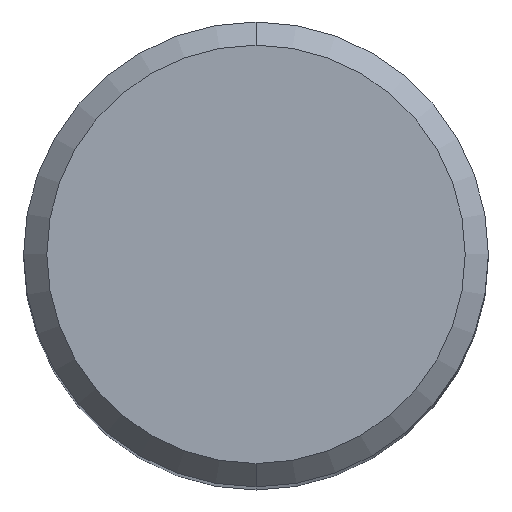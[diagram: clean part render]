
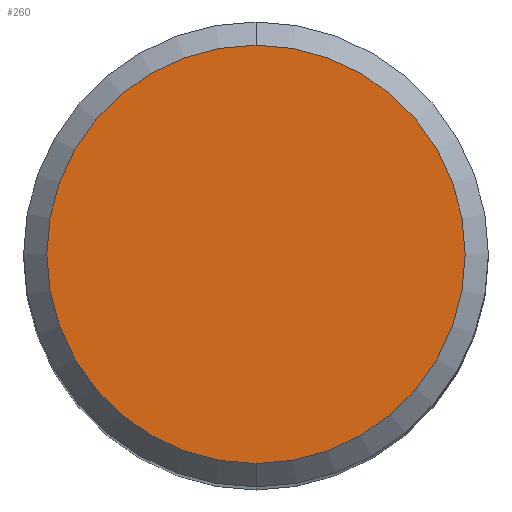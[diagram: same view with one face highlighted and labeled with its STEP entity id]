
A CAD part, top view. The second image highlights one B-rep face of the part: STEP entity #260.
In plain terms, the highlighted planar face has unit normal (0, 0, 1).
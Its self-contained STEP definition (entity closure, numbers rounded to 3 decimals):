
#186=VERTEX_POINT('',#490);
#260=ADVANCED_FACE('',(#574),#575,.T.);
#332=EDGE_CURVE('',#186,#384,#654,.T.);
#384=VERTEX_POINT('',#709);
#398=EDGE_CURVE('',#384,#186,#724,.T.);
#490=CARTESIAN_POINT('',(0.0,9.0,0.0));
#574=FACE_OUTER_BOUND('',#1032,.T.);
#575=PLANE('',#1033);
#654=CIRCLE('',#1199,9.0);
#709=CARTESIAN_POINT('',(0.,-9.0,0.0));
#724=CIRCLE('',#1431,9.0);
#1032=EDGE_LOOP('',(#1727,#1728));
#1033=AXIS2_PLACEMENT_3D('',#1729,#1730,#1731);
#1199=AXIS2_PLACEMENT_3D('',#1809,#1810,#1811);
#1431=AXIS2_PLACEMENT_3D('',#1864,#1865,#1866);
#1727=ORIENTED_EDGE('',*,*,#332,.F.);
#1728=ORIENTED_EDGE('',*,*,#398,.F.);
#1729=CARTESIAN_POINT('',(0.0,4.5,0.0));
#1730=DIRECTION('',(-0.0,0.0,1.0));
#1731=DIRECTION('',(0.0,-1.0,0.0));
#1809=CARTESIAN_POINT('',(0.0,0.0,0.0));
#1810=DIRECTION('',(0.0,0.0,-1.0));
#1811=DIRECTION('',(0.0,1.0,0.0));
#1864=CARTESIAN_POINT('',(0.0,0.0,0.0));
#1865=DIRECTION('',(0.0,0.0,-1.0));
#1866=DIRECTION('',(0.0,1.0,0.0));
